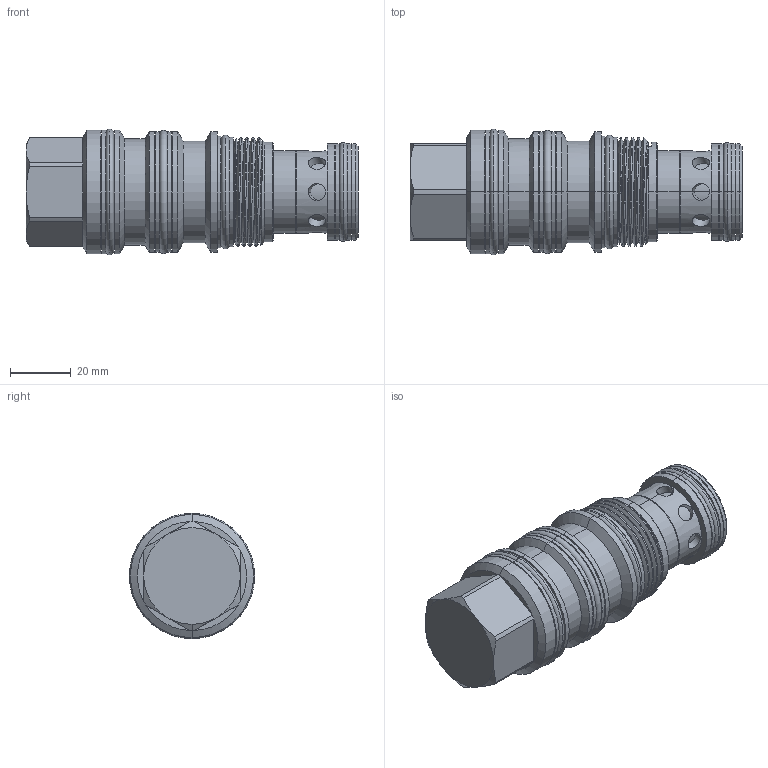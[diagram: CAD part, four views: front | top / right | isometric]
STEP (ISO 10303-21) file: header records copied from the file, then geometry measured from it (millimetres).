
FILE_DESCRIPTION (( 'STEP AP203' ), '1' );
FILE_NAME ('LB23A4S-N.STEP', '2016-05-31T01:59:37', ( '' ), ( '' ), 'SwSTEP 2.0', 'SolidWorks 2012', '' );
FILE_SCHEMA (( 'CONFIG_CONTROL_DESIGN' ));
Length unit declared in the file: millimetre
Products named in the file (1): LB23A4S-N
Bounding box: 108.93 x 41.18 x 41.18 mm (x, y, z)
Volume: 98626.2 mm3; surface area: 25407.7 mm2
Topology: 7 solids, 7 shells, 208 faces, 450 edges, 275 vertices
Faces by surface type: cylinder 112, plane 41, cone 36, torus 14, bspline 3, sphere 2
Entity records: 8204 total; most frequent: CARTESIAN_POINT 3601, DIRECTION 994, ORIENTED_EDGE 900, EDGE_CURVE 450, AXIS2_PLACEMENT_3D 424, VERTEX_POINT 275, EDGE_LOOP 239, CIRCLE 218
